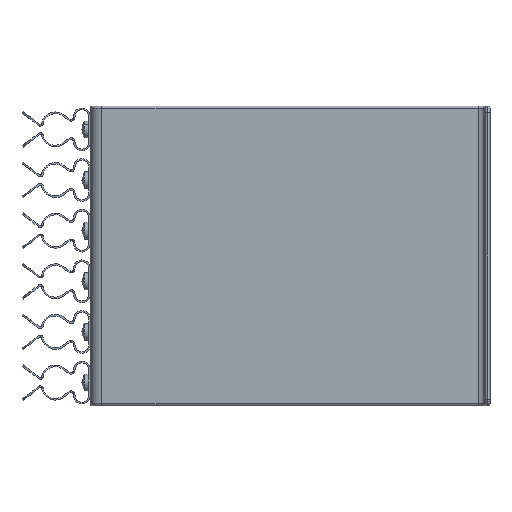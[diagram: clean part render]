
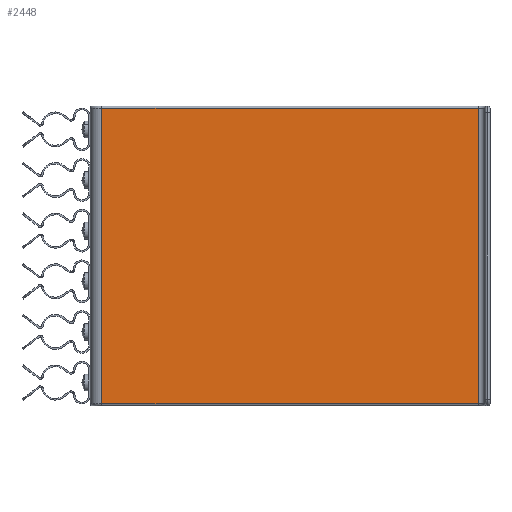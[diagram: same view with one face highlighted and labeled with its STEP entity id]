
A CAD part, left-side view. The second image highlights one B-rep face of the part: STEP entity #2448.
In plain terms, the highlighted planar face has unit normal (-1, 0, 0).
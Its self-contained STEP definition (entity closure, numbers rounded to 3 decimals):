
#127 = CARTESIAN_POINT ( 'NONE',  ( 15., 116.5, -89.3 ) ) ;
#229 = EDGE_LOOP ( 'NONE', ( #3064, #3722, #4713, #4956 ) ) ;
#508 = VECTOR ( 'NONE', #1435, 1000. ) ;
#548 = DIRECTION ( 'NONE',  ( 0., 0., 1. ) ) ;
#1059 = LINE ( 'NONE', #2674, #1216 ) ;
#1139 = CARTESIAN_POINT ( 'NONE',  ( 15., 116.5, -0.7 ) ) ;
#1216 = VECTOR ( 'NONE', #3524, 1000. ) ;
#1244 = DIRECTION ( 'NONE',  ( 1., 0., 0. ) ) ;
#1269 = VERTEX_POINT ( 'NONE', #4480 ) ;
#1435 = DIRECTION ( 'NONE',  ( 0., 0., 1. ) ) ;
#1722 = LINE ( 'NONE', #2960, #508 ) ;
#1778 = VERTEX_POINT ( 'NONE', #2565 ) ;
#1807 = VERTEX_POINT ( 'NONE', #127 ) ;
#1820 = EDGE_CURVE ( 'NONE', #1807, #1269, #1722, .T. ) ;
#2448 = ADVANCED_FACE ( 'NONE', ( #3203 ), #2464, .F. ) ;
#2464 = PLANE ( 'NONE',  #3911 ) ;
#2564 = CARTESIAN_POINT ( 'NONE',  ( 15., 3.5, -90. ) ) ;
#2565 = CARTESIAN_POINT ( 'NONE',  ( 15., 3.5, -0.7 ) ) ;
#2667 = VERTEX_POINT ( 'NONE', #4659 ) ;
#2674 = CARTESIAN_POINT ( 'NONE',  ( 15., 3.5, -89.3 ) ) ;
#2784 = VECTOR ( 'NONE', #548, 1000. ) ;
#2878 = LINE ( 'NONE', #2564, #2784 ) ;
#2960 = CARTESIAN_POINT ( 'NONE',  ( 15., 116.5, -90. ) ) ;
#3035 = LINE ( 'NONE', #1139, #3168 ) ;
#3064 = ORIENTED_EDGE ( 'NONE', *, *, #4921, .T. ) ;
#3168 = VECTOR ( 'NONE', #4594, 1000. ) ;
#3179 = EDGE_CURVE ( 'NONE', #1778, #1269, #3035, .T. ) ;
#3203 = FACE_OUTER_BOUND ( 'NONE', #229, .T. ) ;
#3524 = DIRECTION ( 'NONE',  ( 0., -1., 0. ) ) ;
#3722 = ORIENTED_EDGE ( 'NONE', *, *, #3179, .T. ) ;
#3911 = AXIS2_PLACEMENT_3D ( 'NONE', #4770, #1244, #4435 ) ;
#4435 = DIRECTION ( 'NONE',  ( 0., 0., -1. ) ) ;
#4480 = CARTESIAN_POINT ( 'NONE',  ( 15., 116.5, -0.7 ) ) ;
#4594 = DIRECTION ( 'NONE',  ( 0., 1., 0. ) ) ;
#4659 = CARTESIAN_POINT ( 'NONE',  ( 15., 3.5, -89.3 ) ) ;
#4680 = EDGE_CURVE ( 'NONE', #1807, #2667, #1059, .T. ) ;
#4713 = ORIENTED_EDGE ( 'NONE', *, *, #1820, .F. ) ;
#4770 = CARTESIAN_POINT ( 'NONE',  ( 15., 3.5, -90. ) ) ;
#4921 = EDGE_CURVE ( 'NONE', #2667, #1778, #2878, .T. ) ;
#4956 = ORIENTED_EDGE ( 'NONE', *, *, #4680, .T. ) ;
